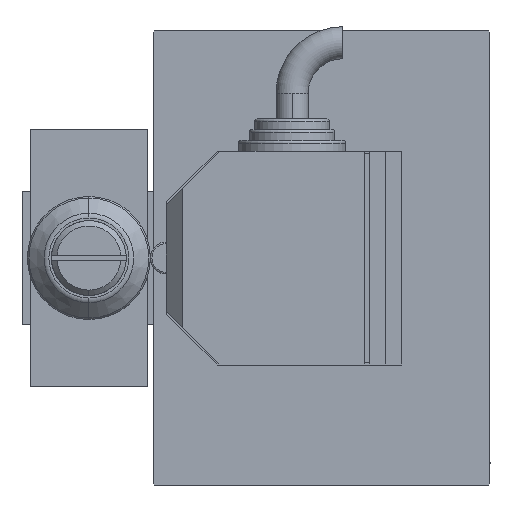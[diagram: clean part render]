
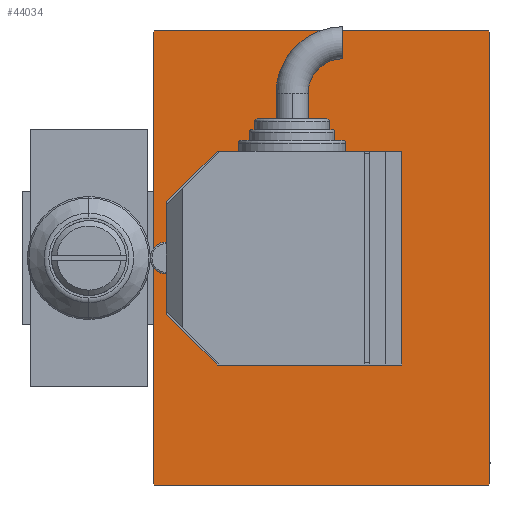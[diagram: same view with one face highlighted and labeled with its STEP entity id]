
A CAD part, left-side view. The second image highlights one B-rep face of the part: STEP entity #44034.
In plain terms, the highlighted face is planar.
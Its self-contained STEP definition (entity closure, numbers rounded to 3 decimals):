
#34 = ORIENTED_EDGE ( 'NONE', *, *, #32707, .T. ) ;
#380 = LINE ( 'NONE', #30611, #35615 ) ;
#667 = VERTEX_POINT ( 'NONE', #13269 ) ;
#1955 = ORIENTED_EDGE ( 'NONE', *, *, #22346, .T. ) ;
#2021 = CARTESIAN_POINT ( 'NONE',  ( 143., 0., 0. ) ) ;
#2068 = CARTESIAN_POINT ( 'NONE',  ( 143., 31.5, 42.2 ) ) ;
#2733 = ORIENTED_EDGE ( 'NONE', *, *, #40400, .T. ) ;
#4245 = DIRECTION ( 'NONE',  ( 0., 0.707, -0.707 ) ) ;
#4570 = EDGE_CURVE ( 'NONE', #6716, #667, #26051, .T. ) ;
#4617 = ORIENTED_EDGE ( 'NONE', *, *, #4570, .T. ) ;
#4685 = VERTEX_POINT ( 'NONE', #47582 ) ;
#5555 = DIRECTION ( 'NONE',  ( 0., -0.707, 0.707 ) ) ;
#6716 = VERTEX_POINT ( 'NONE', #13330 ) ;
#7170 = DIRECTION ( 'NONE',  ( 0., 0., -1. ) ) ;
#8473 = VERTEX_POINT ( 'NONE', #26189 ) ;
#10640 = ORIENTED_EDGE ( 'NONE', *, *, #20957, .T. ) ;
#10996 = LINE ( 'NONE', #33568, #39147 ) ;
#12581 = ORIENTED_EDGE ( 'NONE', *, *, #21236, .T. ) ;
#13269 = CARTESIAN_POINT ( 'NONE',  ( 143., -31.2, -42.5 ) ) ;
#13330 = CARTESIAN_POINT ( 'NONE',  ( 143., -31.5, -42.2 ) ) ;
#13635 = CARTESIAN_POINT ( 'NONE',  ( 143., 36.85, -36.85 ) ) ;
#14171 = CARTESIAN_POINT ( 'NONE',  ( 143., -36.85, -36.85 ) ) ;
#14659 = ORIENTED_EDGE ( 'NONE', *, *, #24599, .T. ) ;
#14918 = EDGE_CURVE ( 'NONE', #8473, #24208, #25059, .T. ) ;
#15903 = LINE ( 'NONE', #23568, #48249 ) ;
#17130 = DIRECTION ( 'NONE',  ( 1., 0., 0. ) ) ;
#19781 = VERTEX_POINT ( 'NONE', #39505 ) ;
#20575 = VECTOR ( 'NONE', #44090, 1000. ) ;
#20957 = EDGE_CURVE ( 'NONE', #667, #31282, #15903, .T. ) ;
#21236 = EDGE_CURVE ( 'NONE', #31282, #4685, #29498, .T. ) ;
#21593 = CARTESIAN_POINT ( 'NONE',  ( 143., -36.85, 36.85 ) ) ;
#22346 = EDGE_CURVE ( 'NONE', #4685, #22779, #47551, .T. ) ;
#22779 = VERTEX_POINT ( 'NONE', #2068 ) ;
#23568 = CARTESIAN_POINT ( 'NONE',  ( 143., -31.5, -42.5 ) ) ;
#24208 = VERTEX_POINT ( 'NONE', #32694 ) ;
#24599 = EDGE_CURVE ( 'NONE', #19781, #8473, #10996, .T. ) ;
#25059 = LINE ( 'NONE', #21593, #32332 ) ;
#26051 = LINE ( 'NONE', #14171, #31170 ) ;
#26189 = CARTESIAN_POINT ( 'NONE',  ( 143., -31.2, 42.5 ) ) ;
#28287 = EDGE_LOOP ( 'NONE', ( #10640, #12581, #1955, #34, #14659, #33204, #2733, #4617 ) ) ;
#29258 = DIRECTION ( 'NONE',  ( 0., 0.707, 0.707 ) ) ;
#29261 = VECTOR ( 'NONE', #29258, 1000. ) ;
#29498 = LINE ( 'NONE', #13635, #29261 ) ;
#30328 = DIRECTION ( 'NONE',  ( 0., -1., 0. ) ) ;
#30611 = CARTESIAN_POINT ( 'NONE',  ( 143., 36.85, 36.85 ) ) ;
#30708 = CARTESIAN_POINT ( 'NONE',  ( 143., -31.5, 42.5 ) ) ;
#31170 = VECTOR ( 'NONE', #4245, 1000. ) ;
#31282 = VERTEX_POINT ( 'NONE', #32182 ) ;
#32182 = CARTESIAN_POINT ( 'NONE',  ( 143., 31.2, -42.5 ) ) ;
#32332 = VECTOR ( 'NONE', #48114, 1000. ) ;
#32694 = CARTESIAN_POINT ( 'NONE',  ( 143., -31.5, 42.2 ) ) ;
#32707 = EDGE_CURVE ( 'NONE', #22779, #19781, #380, .T. ) ;
#33204 = ORIENTED_EDGE ( 'NONE', *, *, #14918, .T. ) ;
#33568 = CARTESIAN_POINT ( 'NONE',  ( 143., 31.5, 42.5 ) ) ;
#34192 = LINE ( 'NONE', #30708, #43677 ) ;
#35615 = VECTOR ( 'NONE', #5555, 1000. ) ;
#36008 = PLANE ( 'NONE',  #45372 ) ;
#36502 = FACE_OUTER_BOUND ( 'NONE', #28287, .T. ) ;
#38721 = DIRECTION ( 'NONE',  ( 0., 1., 0. ) ) ;
#39147 = VECTOR ( 'NONE', #30328, 1000. ) ;
#39505 = CARTESIAN_POINT ( 'NONE',  ( 143., 31.2, 42.5 ) ) ;
#40400 = EDGE_CURVE ( 'NONE', #24208, #6716, #34192, .T. ) ;
#43677 = VECTOR ( 'NONE', #7170, 1000. ) ;
#43847 = CARTESIAN_POINT ( 'NONE',  ( 143., 31.5, -42.5 ) ) ;
#43929 = DIRECTION ( 'NONE',  ( 0., 0., -1. ) ) ;
#44034 = ADVANCED_FACE ( 'NONE', ( #36502 ), #36008, .T. ) ;
#44090 = DIRECTION ( 'NONE',  ( 0., 0., 1. ) ) ;
#45372 = AXIS2_PLACEMENT_3D ( 'NONE', #2021, #17130, #43929 ) ;
#47551 = LINE ( 'NONE', #43847, #20575 ) ;
#47582 = CARTESIAN_POINT ( 'NONE',  ( 143., 31.5, -42.2 ) ) ;
#48114 = DIRECTION ( 'NONE',  ( 0., -0.707, -0.707 ) ) ;
#48249 = VECTOR ( 'NONE', #38721, 1000. ) ;
